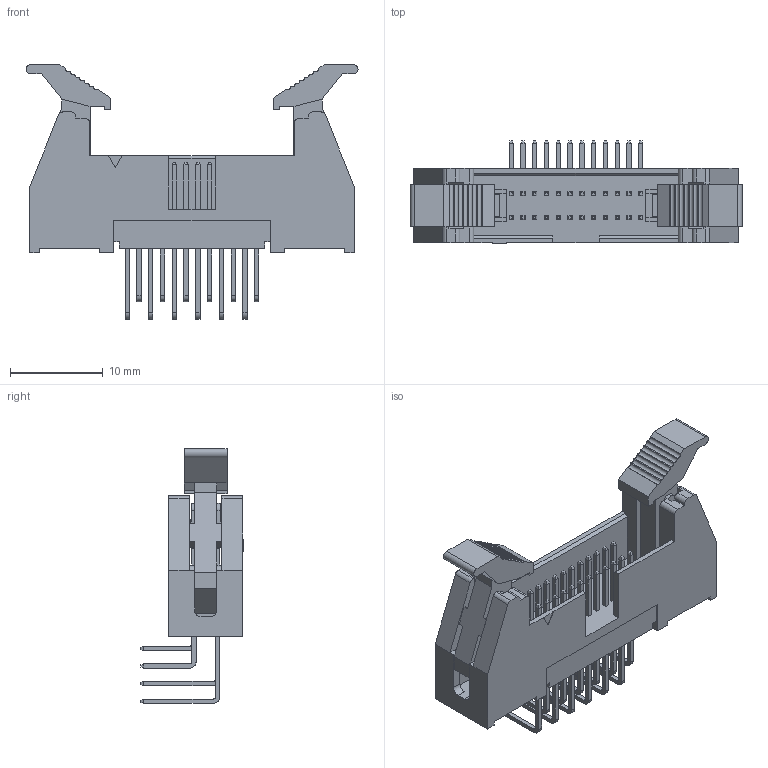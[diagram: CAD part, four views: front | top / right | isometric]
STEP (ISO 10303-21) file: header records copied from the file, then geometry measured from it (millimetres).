
FILE_DESCRIPTION( ('This file contains a STEP AP42 implementation' ,'as created by ZW3D STEP Interface translator.') ,'2;1' );
FILE_NAME( '3241-XXRXXBST1.stp' ,'231127. 91226', (''), ('ZWCAD Software Co.'), 'Version 1.0', 'ZW3D to STEP translator', '' );
FILE_SCHEMA(('AUTOMOTIVE_DESIGN { 1 0 10303 214 1 1 1 1 }'));
Length unit declared in the file: millimetre
Products named in the file (2): 0; 3241-24RG0BST1
Bounding box: 35.79 x 11.05 x 27.46 mm (x, y, z)
Volume: 2122.8 mm3; surface area: 3874.4 mm2
Topology: 1 solids, 1 shells, 1086 faces, 2862 edges, 1784 vertices
Faces by surface type: plane 896, cylinder 166, bspline 12, sphere 8, torus 4
Full cylindrical faces by diameter (mm): 1.6 x4, 2.5 x2
Entity records: 39102 total; most frequent: CARTESIAN_POINT 13579, ORIENTED_EDGE 5724, DIRECTION 4048, EDGE_CURVE 2862, VERTEX_POINT 1784, VECTOR 1406, LINE 1406, AXIS2_PLACEMENT_3D 1321
